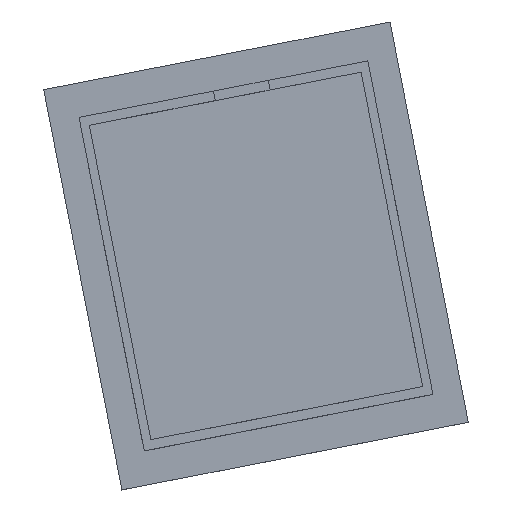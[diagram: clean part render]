
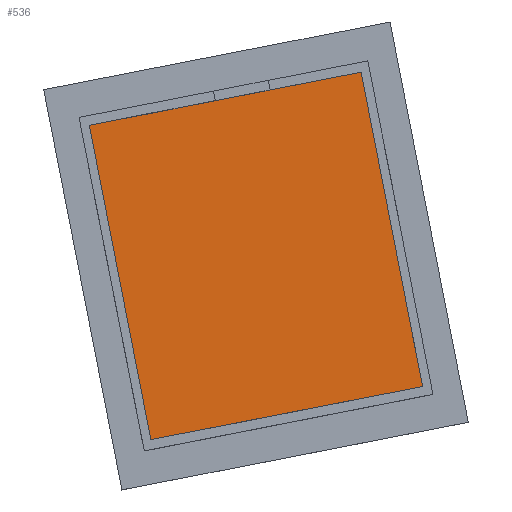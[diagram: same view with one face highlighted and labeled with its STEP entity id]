
A CAD part, top view. The second image highlights one B-rep face of the part: STEP entity #536.
In plain terms, the highlighted planar face has unit normal (0, 0, 1).
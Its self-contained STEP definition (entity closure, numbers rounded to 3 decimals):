
#32=FACE_OUTER_BOUND('',#58,.T.);
#58=EDGE_LOOP('',(#420,#421,#422,#423,#424,#425,#426,#427,#428,#429));
#103=LINE('',#786,#178);
#119=LINE('',#817,#194);
#122=LINE('',#823,#197);
#123=LINE('',#825,#198);
#124=LINE('',#827,#199);
#125=LINE('',#829,#200);
#126=LINE('',#831,#201);
#127=LINE('',#833,#202);
#128=LINE('',#834,#203);
#129=LINE('',#835,#204);
#178=VECTOR('',#645,10.);
#194=VECTOR('',#665,10.);
#197=VECTOR('',#672,10.);
#198=VECTOR('',#673,10.);
#199=VECTOR('',#674,10.);
#200=VECTOR('',#675,10.);
#201=VECTOR('',#676,10.);
#202=VECTOR('',#677,10.);
#203=VECTOR('',#678,10.);
#204=VECTOR('',#679,10.);
#246=VERTEX_POINT('',#783);
#247=VERTEX_POINT('',#785);
#258=VERTEX_POINT('',#811);
#260=VERTEX_POINT('',#815);
#261=VERTEX_POINT('',#822);
#262=VERTEX_POINT('',#824);
#263=VERTEX_POINT('',#826);
#264=VERTEX_POINT('',#828);
#265=VERTEX_POINT('',#830);
#266=VERTEX_POINT('',#832);
#303=EDGE_CURVE('',#246,#247,#103,.T.);
#319=EDGE_CURVE('',#260,#258,#119,.T.);
#322=EDGE_CURVE('',#261,#246,#122,.T.);
#323=EDGE_CURVE('',#261,#262,#123,.T.);
#324=EDGE_CURVE('',#263,#262,#124,.T.);
#325=EDGE_CURVE('',#264,#263,#125,.T.);
#326=EDGE_CURVE('',#264,#265,#126,.T.);
#327=EDGE_CURVE('',#265,#266,#127,.T.);
#328=EDGE_CURVE('',#266,#258,#128,.T.);
#329=EDGE_CURVE('',#247,#260,#129,.T.);
#420=ORIENTED_EDGE('',*,*,#303,.F.);
#421=ORIENTED_EDGE('',*,*,#322,.F.);
#422=ORIENTED_EDGE('',*,*,#323,.T.);
#423=ORIENTED_EDGE('',*,*,#324,.F.);
#424=ORIENTED_EDGE('',*,*,#325,.F.);
#425=ORIENTED_EDGE('',*,*,#326,.T.);
#426=ORIENTED_EDGE('',*,*,#327,.T.);
#427=ORIENTED_EDGE('',*,*,#328,.T.);
#428=ORIENTED_EDGE('',*,*,#319,.F.);
#429=ORIENTED_EDGE('',*,*,#329,.F.);
#511=PLANE('',#581);
#536=ADVANCED_FACE('',(#32),#511,.T.);
#581=AXIS2_PLACEMENT_3D('',#821,#670,#671);
#645=DIRECTION('',(0.981,0.192,0.));
#665=DIRECTION('',(-0.981,-0.192,0.));
#670=DIRECTION('center_axis',(0.,0.,
1.));
#671=DIRECTION('ref_axis',(1.,0.,0.));
#672=DIRECTION('',(-0.192,0.981,0.));
#673=DIRECTION('',(0.981,0.192,0.));
#674=DIRECTION('',(-0.192,0.981,0.));
#675=DIRECTION('',(-0.981,-0.192,0.));
#676=DIRECTION('',(-0.192,0.981,0.));
#677=DIRECTION('',(0.981,0.192,0.));
#678=DIRECTION('',(-0.192,0.981,0.));
#679=DIRECTION('',(0.192,-0.981,0.));
#783=CARTESIAN_POINT('',(56.994,1164.463,0.));
#785=CARTESIAN_POINT('',(113.917,1175.59,0.));
#786=CARTESIAN_POINT('',(56.994,1164.463,0.));
#811=CARTESIAN_POINT('',(120.914,1130.933,0.));
#815=CARTESIAN_POINT('',(122.582,1131.259,0.));
#817=CARTESIAN_POINT('',(122.582,1131.259,0.));
#821=CARTESIAN_POINT('Origin',(91.515,1139.028,0.));
#822=CARTESIAN_POINT('',(69.113,1102.466,0.));
#823=CARTESIAN_POINT('',(62.87,1134.404,0.));
#824=CARTESIAN_POINT('',(77.651,1104.135,0.));
#825=CARTESIAN_POINT('',(84.178,1105.411,0.));
#826=CARTESIAN_POINT('',(78.019,1102.256,0.));
#827=CARTESIAN_POINT('',(78.019,1102.256,0.));
#828=CARTESIAN_POINT('',(116.883,1109.853,0.));
#829=CARTESIAN_POINT('',(93.182,1105.22,0.));
#830=CARTESIAN_POINT('',(116.516,1111.732,0.));
#831=CARTESIAN_POINT('',(116.883,1109.853,0.));
#832=CARTESIAN_POINT('',(124.367,1113.267,0.));
#833=CARTESIAN_POINT('',(84.178,1105.411,0.));
#834=CARTESIAN_POINT('',(121.337,1128.766,0.));
#835=CARTESIAN_POINT('',(120.16,1143.652,0.));
